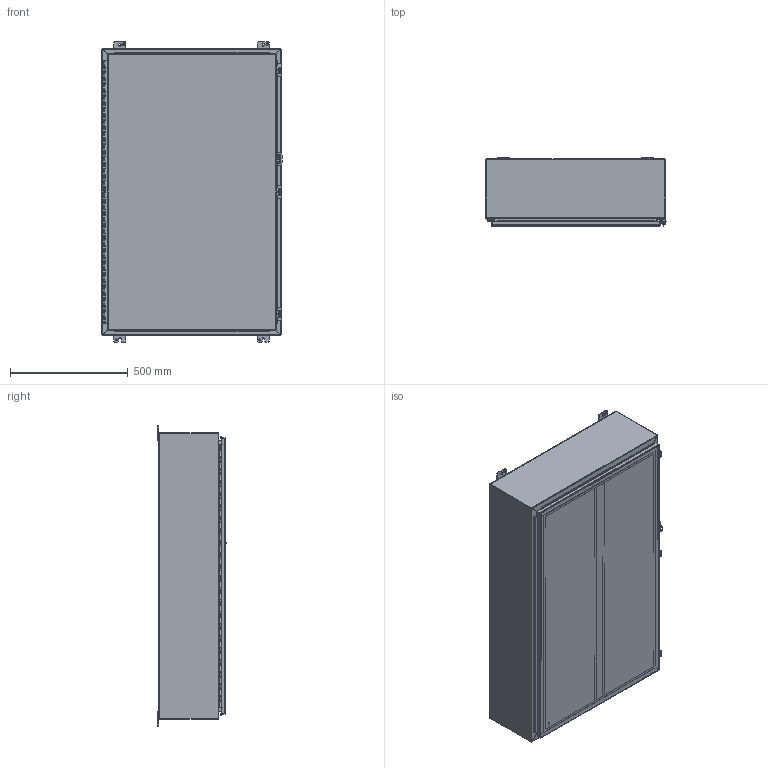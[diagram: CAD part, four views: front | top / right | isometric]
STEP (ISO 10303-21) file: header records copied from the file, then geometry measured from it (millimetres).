
FILE_DESCRIPTION (( 'STEP AP203' ), '1' );
FILE_NAME ('1418R10_Default.step', '2019-11-02T18:37:28', ( '' ), ( '' ), 'SwSTEP 2.0', 'SolidWorks 2019', '' );
FILE_SCHEMA (( 'CONFIG_CONTROL_DESIGN' ));
Length unit declared in the file: inch
Products named in the file (1): 1418R10_Default
Bounding box: 765.17 x 290.5 x 1276.35 mm (x, y, z)
Volume: 8678475.8 mm3; surface area: 8872591 mm2
Topology: 52 solids, 52 shells, 1711 faces, 4493 edges, 2926 vertices
Faces by surface type: plane 995, cylinder 622, bspline 80, cone 14
Entity records: 55084 total; most frequent: CARTESIAN_POINT 12317, ORIENTED_EDGE 8986, DIRECTION 8811, EDGE_CURVE 4493, VECTOR 3047, LINE 3047, VERTEX_POINT 2926, AXIS2_PLACEMENT_3D 2882
